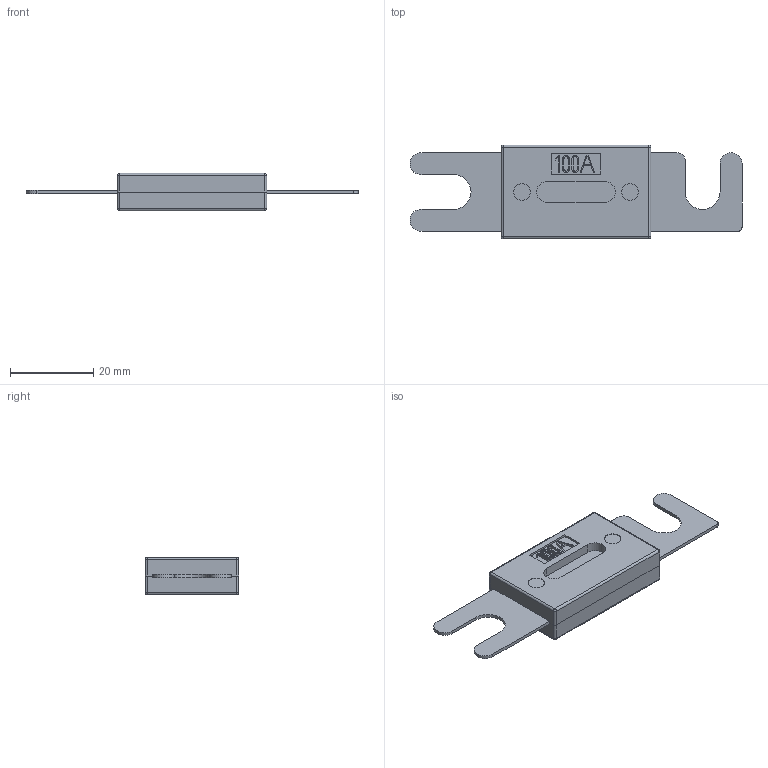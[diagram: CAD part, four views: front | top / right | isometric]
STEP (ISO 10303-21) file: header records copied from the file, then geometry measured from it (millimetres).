
FILE_DESCRIPTION(('FreeCAD Model'),'2;1');
FILE_NAME('ANL_Fuse.step', '2020-01-21T18:08:54',('Author'),(''), 'Open CASCADE STEP processor 7.3','FreeCAD','Unknown');
FILE_SCHEMA(('AUTOMOTIVE_DESIGN { 1 0 10303 214 1 1 1 1 }'));
Length unit declared in the file: millimetre
Products named in the file (1): ANL_Fuse
Bounding box: 80 x 22.6 x 9 mm (x, y, z)
Volume: 5235.2 mm3; surface area: 6336.3 mm2
Topology: 1 solids, 2 shells, 155 faces, 388 edges, 239 vertices
Faces by surface type: plane 108, cylinder 39, sphere 8
Full cylindrical faces by diameter (mm): 4 x6
Entity records: 10586 total; most frequent: CARTESIAN_POINT 1625, DIRECTION 1509, LINE 1006, VECTOR 1006, ORIENTED_EDGE 762, PCURVE 760, DEFINITIONAL_REPRESENTATION 760, EDGE_CURVE 380
